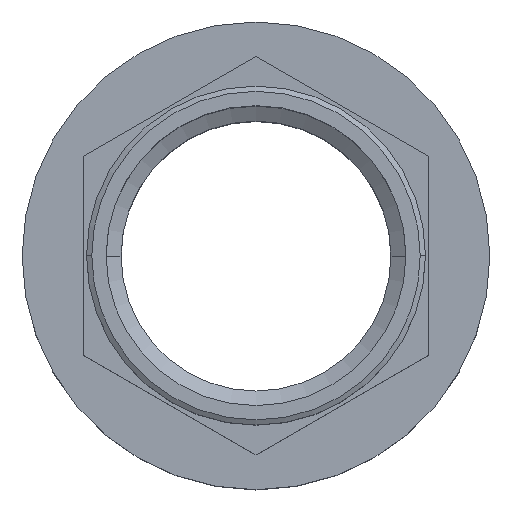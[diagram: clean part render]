
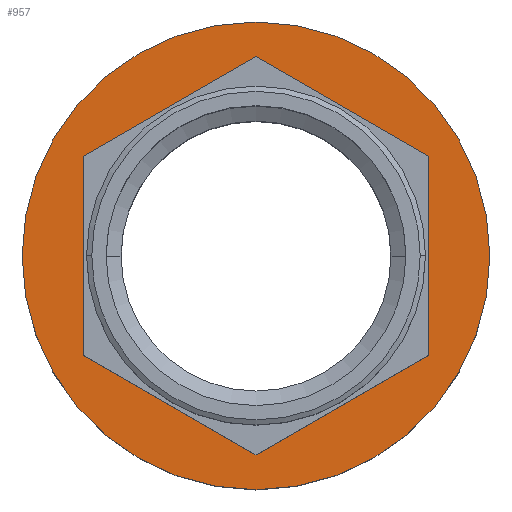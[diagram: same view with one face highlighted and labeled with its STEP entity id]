
A CAD part, top view. The second image highlights one B-rep face of the part: STEP entity #957.
In plain terms, the highlighted planar face has unit normal (0, 0, 1).
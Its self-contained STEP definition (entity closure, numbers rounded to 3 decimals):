
#1 = CIRCLE ( 'NONE', #406, 78. ) ;
#42 = VERTEX_POINT ( 'NONE', #736 ) ;
#53 = CARTESIAN_POINT ( 'NONE',  ( -57.5, -33.198, -52. ) ) ;
#64 = DIRECTION ( 'NONE',  ( 0., 1., 0. ) ) ;
#70 = VECTOR ( 'NONE', #409, 1000. ) ;
#85 = VECTOR ( 'NONE', #895, 1000. ) ;
#103 = DIRECTION ( 'NONE',  ( 0., 0., 1. ) ) ;
#113 = CARTESIAN_POINT ( 'NONE',  ( 0., -66.395, -52. ) ) ;
#145 = VECTOR ( 'NONE', #471, 1000. ) ;
#175 = VERTEX_POINT ( 'NONE', #1091 ) ;
#178 = EDGE_CURVE ( 'NONE', #42, #175, #329, .T. ) ;
#187 = ORIENTED_EDGE ( 'NONE', *, *, #983, .T. ) ;
#192 = EDGE_CURVE ( 'NONE', #563, #42, #512, .T. ) ;
#194 = FACE_OUTER_BOUND ( 'NONE', #896, .T. ) ;
#209 = LINE ( 'NONE', #569, #85 ) ;
#221 = VERTEX_POINT ( 'NONE', #762 ) ;
#245 = VECTOR ( 'NONE', #64, 1000. ) ;
#279 = DIRECTION ( 'NONE',  ( 0., 0., 1. ) ) ;
#282 = ORIENTED_EDGE ( 'NONE', *, *, #294, .T. ) ;
#294 = EDGE_CURVE ( 'NONE', #1056, #800, #1, .T. ) ;
#297 = VECTOR ( 'NONE', #1008, 1000. ) ;
#329 = LINE ( 'NONE', #681, #297 ) ;
#344 = CIRCLE ( 'NONE', #966, 78. ) ;
#352 = CARTESIAN_POINT ( 'NONE',  ( 0., 0., -52. ) ) ;
#373 = LINE ( 'NONE', #720, #1109 ) ;
#382 = ORIENTED_EDGE ( 'NONE', *, *, #717, .T. ) ;
#406 = AXIS2_PLACEMENT_3D ( 'NONE', #352, #700, #1031 ) ;
#409 = DIRECTION ( 'NONE',  ( -0.866, 0.5, 0. ) ) ;
#464 = VERTEX_POINT ( 'NONE', #961 ) ;
#465 = DIRECTION ( 'NONE',  ( 1., 0., 0. ) ) ;
#471 = DIRECTION ( 'NONE',  ( -0.866, -0.5, 0. ) ) ;
#502 = AXIS2_PLACEMENT_3D ( 'NONE', #879, #103, #465 ) ;
#512 = LINE ( 'NONE', #841, #245 ) ;
#553 = PLANE ( 'NONE',  #502 ) ;
#563 = VERTEX_POINT ( 'NONE', #571 ) ;
#569 = CARTESIAN_POINT ( 'NONE',  ( 57.5, 33.198, -52. ) ) ;
#571 = CARTESIAN_POINT ( 'NONE',  ( -57.5, -33.198, -52. ) ) ;
#632 = DIRECTION ( 'NONE',  ( 1., 0., 0. ) ) ;
#654 = ORIENTED_EDGE ( 'NONE', *, *, #970, .T. ) ;
#673 = CARTESIAN_POINT ( 'NONE',  ( 57.5, -33.198, -52. ) ) ;
#681 = CARTESIAN_POINT ( 'NONE',  ( 0., 66.395, -52. ) ) ;
#700 = DIRECTION ( 'NONE',  ( 0., 0., 1. ) ) ;
#701 = ORIENTED_EDGE ( 'NONE', *, *, #952, .T. ) ;
#717 = EDGE_CURVE ( 'NONE', #221, #563, #831, .T. ) ;
#719 = VERTEX_POINT ( 'NONE', #673 ) ;
#720 = CARTESIAN_POINT ( 'NONE',  ( 57.5, -33.198, -52. ) ) ;
#723 = ORIENTED_EDGE ( 'NONE', *, *, #1036, .T. ) ;
#736 = CARTESIAN_POINT ( 'NONE',  ( -57.5, 33.198, -52. ) ) ;
#762 = CARTESIAN_POINT ( 'NONE',  ( 0., -66.395, -52. ) ) ;
#800 = VERTEX_POINT ( 'NONE', #1095 ) ;
#831 = LINE ( 'NONE', #53, #70 ) ;
#841 = CARTESIAN_POINT ( 'NONE',  ( -57.5, 33.198, -52. ) ) ;
#867 = ORIENTED_EDGE ( 'NONE', *, *, #178, .T. ) ;
#879 = CARTESIAN_POINT ( 'NONE',  ( 0., 90., -52. ) ) ;
#885 = LINE ( 'NONE', #113, #145 ) ;
#889 = EDGE_LOOP ( 'NONE', ( #187, #382, #911, #867, #723, #654 ) ) ;
#895 = DIRECTION ( 'NONE',  ( 0.866, -0.5, 0. ) ) ;
#896 = EDGE_LOOP ( 'NONE', ( #701, #282 ) ) ;
#911 = ORIENTED_EDGE ( 'NONE', *, *, #192, .T. ) ;
#952 = EDGE_CURVE ( 'NONE', #800, #1056, #344, .T. ) ;
#957 = ADVANCED_FACE ( 'NONE', ( #959, #194 ), #553, .T. ) ;
#959 = FACE_BOUND ( 'NONE', #889, .T. ) ;
#961 = CARTESIAN_POINT ( 'NONE',  ( 57.5, 33.198, -52. ) ) ;
#966 = AXIS2_PLACEMENT_3D ( 'NONE', #1045, #279, #632 ) ;
#970 = EDGE_CURVE ( 'NONE', #464, #719, #373, .T. ) ;
#978 = CARTESIAN_POINT ( 'NONE',  ( -78., 0., -52. ) ) ;
#983 = EDGE_CURVE ( 'NONE', #719, #221, #885, .T. ) ;
#1008 = DIRECTION ( 'NONE',  ( 0.866, 0.5, 0. ) ) ;
#1031 = DIRECTION ( 'NONE',  ( 1., 0., 0. ) ) ;
#1036 = EDGE_CURVE ( 'NONE', #175, #464, #209, .T. ) ;
#1045 = CARTESIAN_POINT ( 'NONE',  ( 0., 0., -52. ) ) ;
#1049 = DIRECTION ( 'NONE',  ( 0., -1., 0. ) ) ;
#1056 = VERTEX_POINT ( 'NONE', #978 ) ;
#1091 = CARTESIAN_POINT ( 'NONE',  ( 0., 66.395, -52. ) ) ;
#1095 = CARTESIAN_POINT ( 'NONE',  ( 78., 0., -52. ) ) ;
#1109 = VECTOR ( 'NONE', #1049, 1000. ) ;
